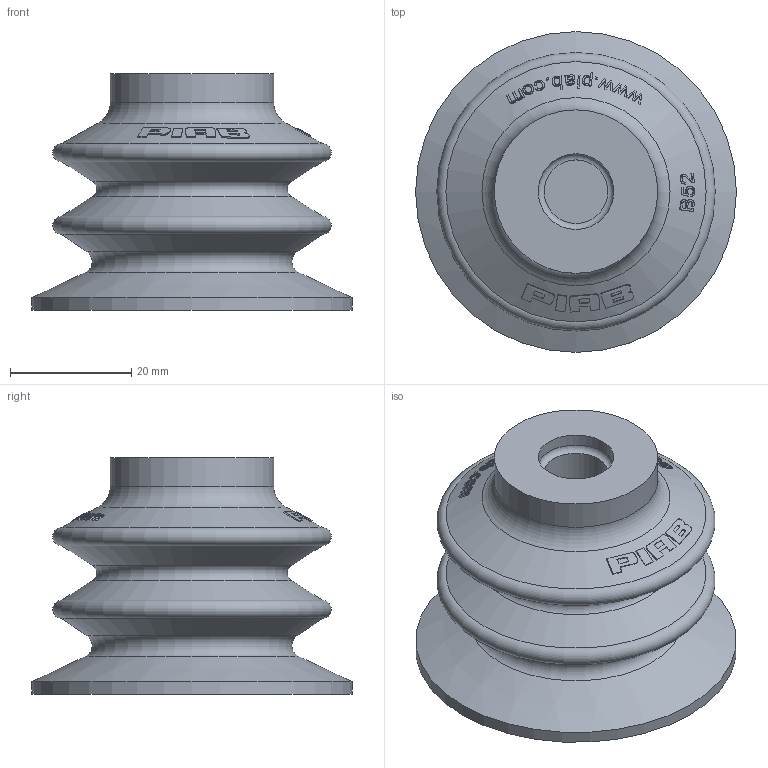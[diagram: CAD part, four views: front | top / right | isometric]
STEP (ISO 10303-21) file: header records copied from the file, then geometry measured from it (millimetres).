
FILE_DESCRIPTION( ( 'Unknown' ), '1' );
FILE_NAME( 'PIAB_ISM_0104729.stp', 'Unknown', ( 'MaK' ), ( 'FALUTEKNIK AB' ), 'XStep 1.0', 'Solid Edge V15', ' ' );
FILE_SCHEMA( ( 'CONFIG_CONTROL_DESIGN' ) );
Length unit declared in the file: millimetre
Products named in the file (1): 0104529_1
Bounding box: 53 x 53 x 39 mm (x, y, z)
Volume: 19493.3 mm3; surface area: 17271.8 mm2
Topology: 1 solids, 1 shells, 356 faces, 940 edges, 620 vertices
Faces by surface type: plane 175, extrusion 103, cone 40, cylinder 23, torus 15
Full cylindrical faces by diameter (mm): 10.5 x1, 12.5 x1, 14 x1, 16 x1, 23 x1, 27 x1, 53 x1
Entity records: 12748 total; most frequent: CARTESIAN_POINT 5068, ORIENTED_EDGE 1816, DIRECTION 1019, EDGE_CURVE 908, B_SPLINE_CURVE_WITH_KNOTS 655, VERTEX_POINT 616, EDGE_LOOP 418, VECTOR 407
